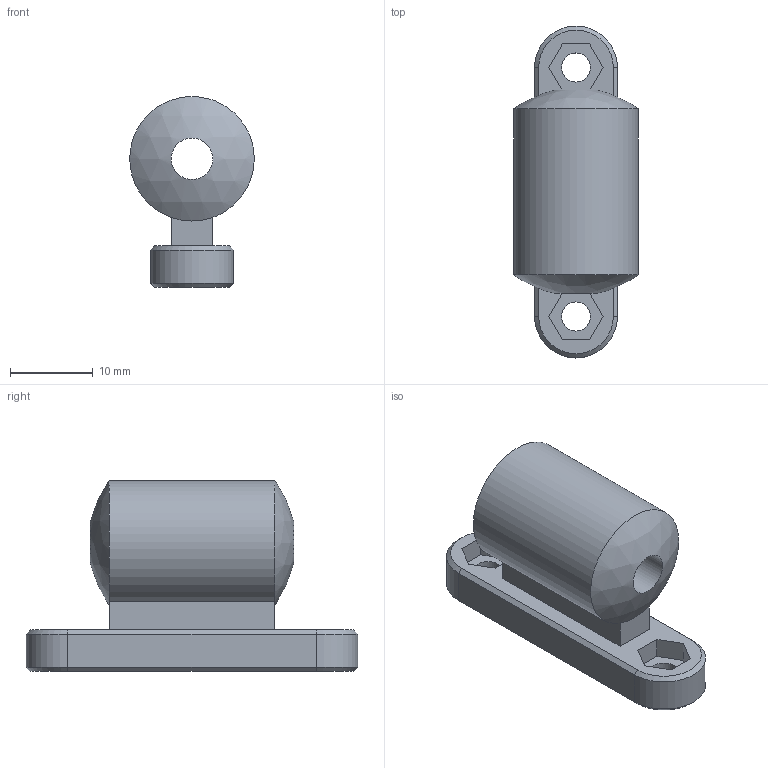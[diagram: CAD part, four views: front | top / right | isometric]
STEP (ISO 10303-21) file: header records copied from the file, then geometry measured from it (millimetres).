
FILE_DESCRIPTION(('Open CASCADE Model'),'2;1');
FILE_NAME('Open CASCADE Shape Model','2025-07-07T16:43:06',('Author'),( 'Open CASCADE'),'Open CASCADE STEP processor 7.7','Open CASCADE 7.7' ,'Unknown');
FILE_SCHEMA(('AUTOMOTIVE_DESIGN { 1 0 10303 214 1 1 1 1 }'));
Length unit declared in the file: millimetre
Products named in the file (1): Open CASCADE STEP translator 7.7 1791
Bounding box: 15 x 40 x 23 mm (x, y, z)
Volume: 5503.3 mm3; surface area: 2921.6 mm2
Topology: 1 solids, 1 shells, 38 faces, 87 edges, 54 vertices
Faces by surface type: plane 26, cylinder 6, cone 4, sphere 2
Full cylindrical faces by diameter (mm): 3.5 x2, 5 x1
Entity records: 4886 total; most frequent: CARTESIAN_POINT 3076, DIRECTION 333, LINE 223, VECTOR 223, ORIENTED_EDGE 174, PCURVE 174, DEFINITIONAL_REPRESENTATION 174, EDGE_CURVE 87
